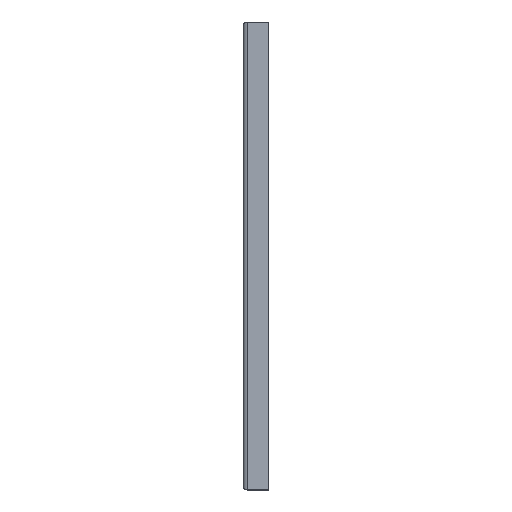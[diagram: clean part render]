
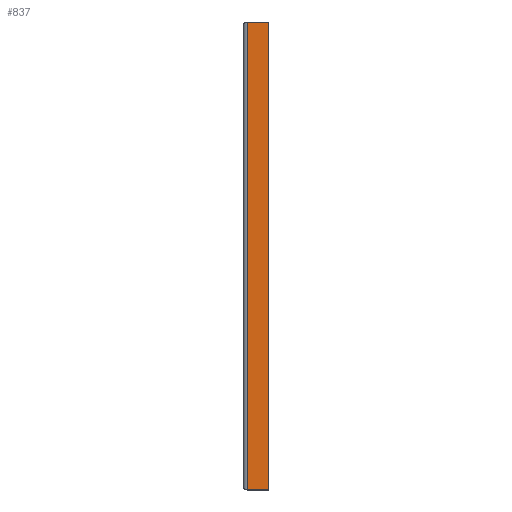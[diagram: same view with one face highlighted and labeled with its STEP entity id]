
A CAD part, left-side view. The second image highlights one B-rep face of the part: STEP entity #837.
In plain terms, the highlighted planar face has unit normal (-1, 0, 0).
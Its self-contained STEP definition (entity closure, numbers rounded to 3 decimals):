
#8 = ORIENTED_EDGE ( 'NONE', *, *, #1105, .T. ) ;
#13 = PLANE ( 'NONE',  #241 ) ;
#16 = CARTESIAN_POINT ( 'NONE',  ( 57.125, -9.1, -99.15 ) ) ;
#101 = CARTESIAN_POINT ( 'NONE',  ( 57.125, -9.1, 100.15 ) ) ;
#175 = ORIENTED_EDGE ( 'NONE', *, *, #1453, .F. ) ;
#186 = VECTOR ( 'NONE', #1652, 1000. ) ;
#241 = AXIS2_PLACEMENT_3D ( 'NONE', #1173, #600, #1748 ) ;
#272 = VECTOR ( 'NONE', #333, 1000. ) ;
#296 = CARTESIAN_POINT ( 'NONE',  ( 57.125, 2., 100.15 ) ) ;
#333 = DIRECTION ( 'NONE',  ( 0., 0., -1. ) ) ;
#471 = CARTESIAN_POINT ( 'NONE',  ( 57.125, 0., -100.15 ) ) ;
#475 = LINE ( 'NONE', #1055, #272 ) ;
#487 = ORIENTED_EDGE ( 'NONE', *, *, #522, .F. ) ;
#490 = EDGE_LOOP ( 'NONE', ( #487, #8, #1226, #175 ) ) ;
#522 = EDGE_CURVE ( 'NONE', #1504, #1280, #1015, .T. ) ;
#593 = CARTESIAN_POINT ( 'NONE',  ( 57.125, -9.1, -100.15 ) ) ;
#600 = DIRECTION ( 'NONE',  ( 1., 0., 0. ) ) ;
#741 = FACE_OUTER_BOUND ( 'NONE', #490, .T. ) ;
#837 = ADVANCED_FACE ( 'NONE', ( #741 ), #13, .F. ) ;
#848 = VECTOR ( 'NONE', #1062, 1000. ) ;
#857 = DIRECTION ( 'NONE',  ( 0., -1., 0. ) ) ;
#1015 = LINE ( 'NONE', #296, #1145 ) ;
#1055 = CARTESIAN_POINT ( 'NONE',  ( 57.125, 0., -100.15 ) ) ;
#1062 = DIRECTION ( 'NONE',  ( 0., 0., -1. ) ) ;
#1084 = CARTESIAN_POINT ( 'NONE',  ( 57.125, 2., -100.15 ) ) ;
#1105 = EDGE_CURVE ( 'NONE', #1504, #1431, #475, .T. ) ;
#1145 = VECTOR ( 'NONE', #857, 1000. ) ;
#1173 = CARTESIAN_POINT ( 'NONE',  ( 57.125, 0., 0. ) ) ;
#1202 = CARTESIAN_POINT ( 'NONE',  ( 57.125, 0., 100.15 ) ) ;
#1226 = ORIENTED_EDGE ( 'NONE', *, *, #1651, .T. ) ;
#1280 = VERTEX_POINT ( 'NONE', #101 ) ;
#1431 = VERTEX_POINT ( 'NONE', #471 ) ;
#1453 = EDGE_CURVE ( 'NONE', #1280, #1485, #1777, .T. ) ;
#1485 = VERTEX_POINT ( 'NONE', #593 ) ;
#1504 = VERTEX_POINT ( 'NONE', #1202 ) ;
#1651 = EDGE_CURVE ( 'NONE', #1431, #1485, #1669, .T. ) ;
#1652 = DIRECTION ( 'NONE',  ( 0., -1., 0. ) ) ;
#1669 = LINE ( 'NONE', #1084, #186 ) ;
#1748 = DIRECTION ( 'NONE',  ( 0., 0., 1. ) ) ;
#1777 = LINE ( 'NONE', #16, #848 ) ;
